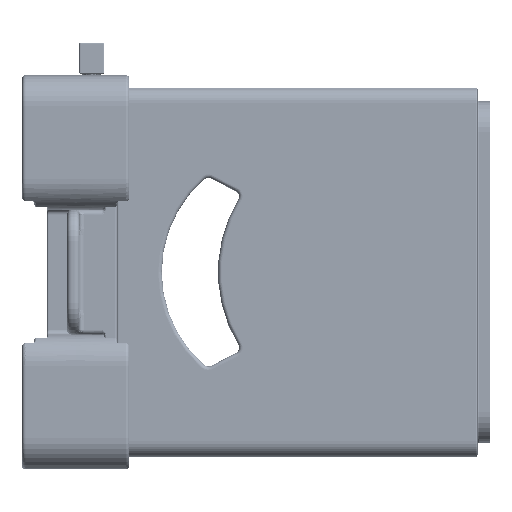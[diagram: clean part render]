
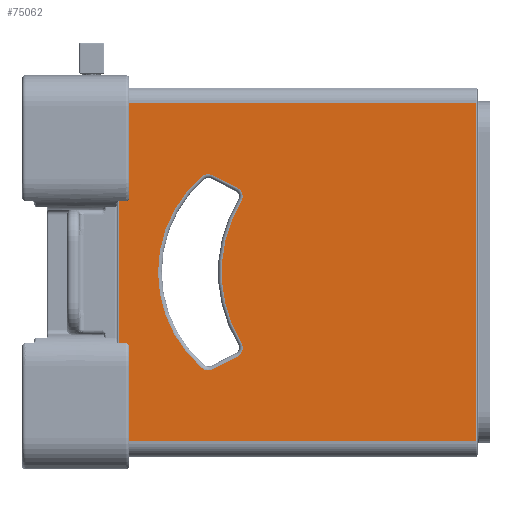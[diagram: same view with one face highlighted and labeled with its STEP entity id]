
A CAD part, left-side view. The second image highlights one B-rep face of the part: STEP entity #75062.
In plain terms, the highlighted planar face has unit normal (-1, 0, 0).
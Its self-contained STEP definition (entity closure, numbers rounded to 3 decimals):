
#380 = EDGE_CURVE ( 'NONE', #111583, #73260, #86961, .T. ) ;
#383 = EDGE_CURVE ( 'NONE', #73257, #111391, #86966, .T. ) ;
#384 = EDGE_CURVE ( 'NONE', #111391, #74095, #86963, .T. ) ;
#385 = EDGE_CURVE ( 'NONE', #74095, #74147, #86968, .T. ) ;
#386 = EDGE_CURVE ( 'NONE', #74147, #111382, #86969, .T. ) ;
#387 = EDGE_CURVE ( 'NONE', #111382, #73572, #86971, .T. ) ;
#388 = EDGE_CURVE ( 'NONE', #73572, #111609, #86972, .T. ) ;
#389 = EDGE_CURVE ( 'NONE', #111609, #111747, #86973, .T. ) ;
#390 = EDGE_CURVE ( 'NONE', #111747, #73257, #86974, .T. ) ;
#391 = EDGE_CURVE ( 'NONE', #73275, #73802, #86976, .T. ) ;
#392 = EDGE_CURVE ( 'NONE', #73275, #111583, #86967, .T. ) ;
#393 = EDGE_CURVE ( 'NONE', #73260, #73802, #86979, .T. ) ;
#1144 = CARTESIAN_POINT ( 'NONE',  ( -198., 95.704, 0. ) ) ;
#1148 = CARTESIAN_POINT ( 'NONE',  ( -198., 296.57, 120.63 ) ) ;
#1153 = DIRECTION ( 'NONE',  ( 1., 0., 0. ) ) ;
#1157 = DIRECTION ( 'NONE',  ( 0., 0.891, -0.454 ) ) ;
#1166 = CARTESIAN_POINT ( 'NONE',  ( -198., 287.5, -135.5 ) ) ;
#1168 = DIRECTION ( 'NONE',  ( 1., 0., 0. ) ) ;
#1177 = DIRECTION ( 'NONE',  ( 0., -1., 0. ) ) ;
#1182 = CARTESIAN_POINT ( 'NONE',  ( -198., 196.17, -60.539 ) ) ;
#1196 = DIRECTION ( 'NONE',  ( -1., 0., 0. ) ) ;
#1201 = DIRECTION ( 'NONE',  ( 0., -1., 0. ) ) ;
#1204 = DIRECTION ( 'NONE',  ( 0., 0., -1. ) ) ;
#1212 = CARTESIAN_POINT ( 'NONE',  ( -198., 289., 135.5 ) ) ;
#1254 = CARTESIAN_POINT ( 'NONE',  ( -198., 154.582, 0. ) ) ;
#1271 = CARTESIAN_POINT ( 'NONE',  ( -198., 187.004, -64.85 ) ) ;
#1283 = DIRECTION ( 'NONE',  ( 0., 0., -1. ) ) ;
#1290 = CARTESIAN_POINT ( 'NONE',  ( -198., 1.5, 135.5 ) ) ;
#1293 = CARTESIAN_POINT ( 'NONE',  ( -198., 289., -135.5 ) ) ;
#1300 = DIRECTION ( 'NONE',  ( 0., 0., -1. ) ) ;
#1301 = DIRECTION ( 'NONE',  ( 1., 0., 0. ) ) ;
#1311 = DIRECTION ( 'NONE',  ( 0., 0., -1. ) ) ;
#1369 = DIRECTION ( 'NONE',  ( 1., 0., 0. ) ) ;
#1394 = DIRECTION ( 'NONE',  ( 0., 0., 1. ) ) ;
#1414 = DIRECTION ( 'NONE',  ( 0., 0., -1. ) ) ;
#1430 = CARTESIAN_POINT ( 'NONE',  ( -198., 215.822, -70.544 ) ) ;
#1471 = CARTESIAN_POINT ( 'NONE',  ( -198., 196.17, 60.539 ) ) ;
#1525 = DIRECTION ( 'NONE',  ( 1., 0., 0. ) ) ;
#1659 = DIRECTION ( 'NONE',  ( 0., -0.891, -0.454 ) ) ;
#1713 = DIRECTION ( 'NONE',  ( 0., 0., -1. ) ) ;
#1750 = CARTESIAN_POINT ( 'NONE',  ( -198., 215.822, 70.544 ) ) ;
#1794 = DIRECTION ( 'NONE',  ( 0., 0., -1. ) ) ;
#9439 = ORIENTED_EDGE ( 'NONE', *, *, #392, .T. ) ;
#9611 = ORIENTED_EDGE ( 'NONE', *, *, #389, .T. ) ;
#9962 = ORIENTED_EDGE ( 'NONE', *, *, #380, .T. ) ;
#10033 = ORIENTED_EDGE ( 'NONE', *, *, #391, .F. ) ;
#14070 = EDGE_LOOP ( 'NONE', ( #63823, #63822, #63817, #63602, #63601, #63808, #9611, #63622 ) ) ;
#14146 = EDGE_LOOP ( 'NONE', ( #10033, #9439, #9962, #64125 ) ) ;
#28334 = CARTESIAN_POINT ( 'NONE',  ( -198., 221.067, -76.586 ) ) ;
#28343 = CARTESIAN_POINT ( 'NONE',  ( -198., 189.318, -56.41 ) ) ;
#28489 = CARTESIAN_POINT ( 'NONE',  ( -198., 287.5, -135.5 ) ) ;
#28506 = CARTESIAN_POINT ( 'NONE',  ( -198., 212.193, 77.674 ) ) ;
#28591 = CARTESIAN_POINT ( 'NONE',  ( -198., 192.54, 67.669 ) ) ;
#63601 = ORIENTED_EDGE ( 'NONE', *, *, #387, .T. ) ;
#63602 = ORIENTED_EDGE ( 'NONE', *, *, #386, .T. ) ;
#63622 = ORIENTED_EDGE ( 'NONE', *, *, #390, .T. ) ;
#63808 = ORIENTED_EDGE ( 'NONE', *, *, #388, .T. ) ;
#63817 = ORIENTED_EDGE ( 'NONE', *, *, #385, .T. ) ;
#63822 = ORIENTED_EDGE ( 'NONE', *, *, #384, .T. ) ;
#63823 = ORIENTED_EDGE ( 'NONE', *, *, #383, .T. ) ;
#64125 = ORIENTED_EDGE ( 'NONE', *, *, #393, .T. ) ;
#73257 = VERTEX_POINT ( 'NONE', #104072 ) ;
#73260 = VERTEX_POINT ( 'NONE', #104074 ) ;
#73275 = VERTEX_POINT ( 'NONE', #104083 ) ;
#73572 = VERTEX_POINT ( 'NONE', #104237 ) ;
#73802 = VERTEX_POINT ( 'NONE', #104365 ) ;
#74095 = VERTEX_POINT ( 'NONE', #104543 ) ;
#74147 = VERTEX_POINT ( 'NONE', #104578 ) ;
#75062 = ADVANCED_FACE ( 'NONE', ( #100379, #100384 ), #105579, .F. ) ;
#86961 = LINE ( 'NONE', #1293, #86964 ) ;
#86963 = CIRCLE ( 'NONE', #93612, 8. ) ;
#86964 = VECTOR ( 'NONE', #1201, 1000. ) ;
#86966 = CIRCLE ( 'NONE', #93611, 109.296 ) ;
#86967 = LINE ( 'NONE', #1166, #86980 ) ;
#86968 = LINE ( 'NONE', #1271, #86970 ) ;
#86969 = CIRCLE ( 'NONE', #93614, 8. ) ;
#86970 = VECTOR ( 'NONE', #1157, 1000. ) ;
#86971 = CIRCLE ( 'NONE', #93615, 101.418 ) ;
#86972 = CIRCLE ( 'NONE', #93617, 8. ) ;
#86973 = LINE ( 'NONE', #1148, #86975 ) ;
#86974 = CIRCLE ( 'NONE', #93619, 8. ) ;
#86975 = VECTOR ( 'NONE', #1659, 1000. ) ;
#86976 = LINE ( 'NONE', #1212, #86978 ) ;
#86978 = VECTOR ( 'NONE', #1177, 1000. ) ;
#86979 = LINE ( 'NONE', #1290, #86982 ) ;
#86980 = VECTOR ( 'NONE', #1713, 1000. ) ;
#86982 = VECTOR ( 'NONE', #1394, 1000. ) ;
#93611 = AXIS2_PLACEMENT_3D ( 'NONE', #1144, #1196, #1311 ) ;
#93612 = AXIS2_PLACEMENT_3D ( 'NONE', #1182, #1301, #1414 ) ;
#93614 = AXIS2_PLACEMENT_3D ( 'NONE', #1430, #1369, #1300 ) ;
#93615 = AXIS2_PLACEMENT_3D ( 'NONE', #1254, #1525, #1794 ) ;
#93617 = AXIS2_PLACEMENT_3D ( 'NONE', #1750, #1168, #1283 ) ;
#93619 = AXIS2_PLACEMENT_3D ( 'NONE', #1471, #1153, #1204 ) ;
#99082 = AXIS2_PLACEMENT_3D ( 'NONE', #105573, #105581, #105582 ) ;
#100379 = FACE_BOUND ( 'NONE', #14070, .T. ) ;
#100384 = FACE_OUTER_BOUND ( 'NONE', #14146, .T. ) ;
#104072 = CARTESIAN_POINT ( 'NONE',  ( -198., 189.318, 56.41 ) ) ;
#104074 = CARTESIAN_POINT ( 'NONE',  ( -198., 1.5, -135.5 ) ) ;
#104083 = CARTESIAN_POINT ( 'NONE',  ( -198., 287.5, 135.5 ) ) ;
#104237 = CARTESIAN_POINT ( 'NONE',  ( -198., 221.067, 76.586 ) ) ;
#104365 = CARTESIAN_POINT ( 'NONE',  ( -198., 1.5, 135.5 ) ) ;
#104543 = CARTESIAN_POINT ( 'NONE',  ( -198., 192.54, -67.669 ) ) ;
#104578 = CARTESIAN_POINT ( 'NONE',  ( -198., 212.193, -77.674 ) ) ;
#105573 = CARTESIAN_POINT ( 'NONE',  ( -198., 289., 135.5 ) ) ;
#105579 = PLANE ( 'NONE',  #99082 ) ;
#105581 = DIRECTION ( 'NONE',  ( 1., 0., 0. ) ) ;
#105582 = DIRECTION ( 'NONE',  ( 0., 0., -1. ) ) ;
#111382 = VERTEX_POINT ( 'NONE', #28334 ) ;
#111391 = VERTEX_POINT ( 'NONE', #28343 ) ;
#111583 = VERTEX_POINT ( 'NONE', #28489 ) ;
#111609 = VERTEX_POINT ( 'NONE', #28506 ) ;
#111747 = VERTEX_POINT ( 'NONE', #28591 ) ;
